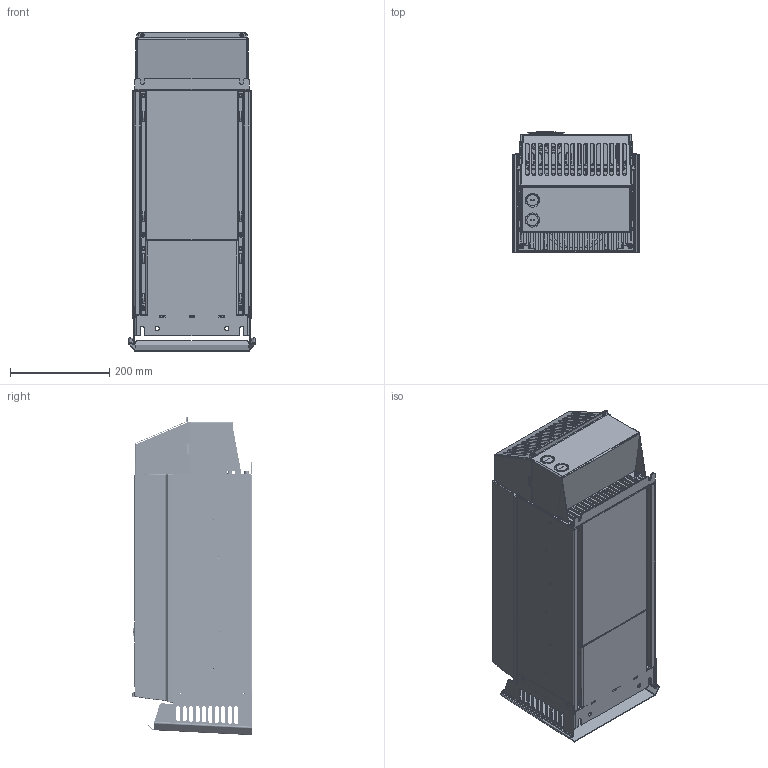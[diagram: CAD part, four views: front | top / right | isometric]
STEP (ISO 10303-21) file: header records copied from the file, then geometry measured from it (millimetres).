
FILE_DESCRIPTION((''),'2;1');
FILE_NAME('FC101_H6_IP21_ASM','2012-11-22T',('u242158'),('Danfoss Power Electronics'),'PRO/ENGINEER BY PARAMETRIC TECHNOLOGY CORPORATION, 2011490','PRO/ENGINEER BY PARAMETRIC TECHNOLOGY CORPORATION, 2011490','');
FILE_SCHEMA(('CONFIG_CONTROL_DESIGN', 'GEOMETRIC_VALIDATION_PROPERTIES_MIM'));
Products named in the file (5): H6-IP20; 130B4460; 130B4461; 130B4462; FC101_H6_IP21_ASM
Assembly tree (4 placements, depth 2):
  FC101_H6_IP21_ASM
    H6-IP20
    130B4460
    130B4461
    130B4462
Bounding box: 254 x 242.74 x 640.38 mm (x, y, z)
Volume: 21045852.8 mm3; surface area: 2018638.7 mm2
Topology: 6 solids, 29 shells, 6272 faces, 17852 edges, 11821 vertices
Faces by surface type: plane 3683, cylinder 1705, bspline 340, torus 228, extrusion 131, cone 126, sphere 55, revolution 4
Entity records: 247377 total; most frequent: CARTESIAN_POINT 65406, ORIENTED_EDGE 35610, DIRECTION 31020, EDGE_CURVE 17805, VECTOR 12098, LINE 11967, VERTEX_POINT 11821, AXIS2_PLACEMENT_3D 9459
